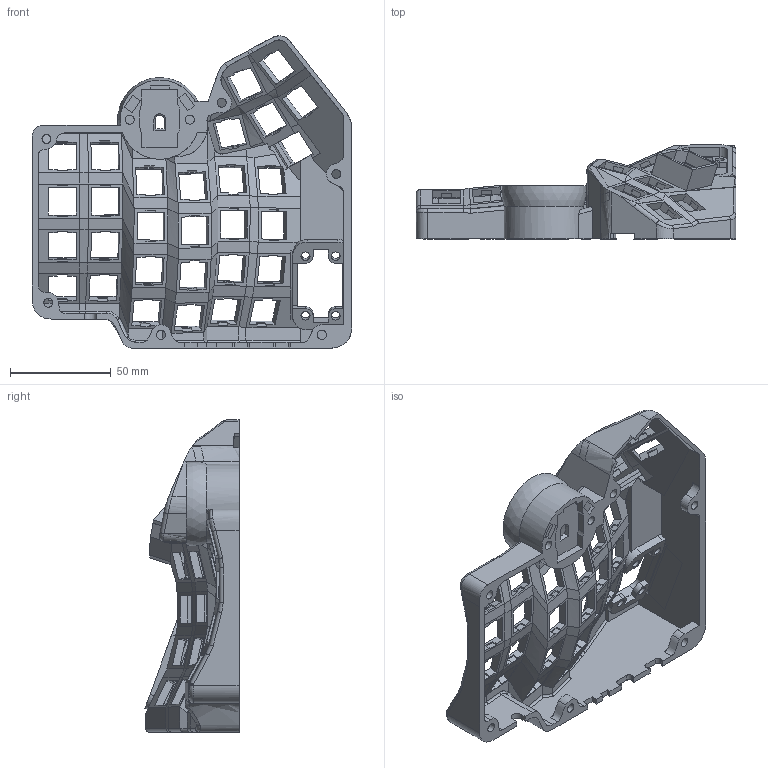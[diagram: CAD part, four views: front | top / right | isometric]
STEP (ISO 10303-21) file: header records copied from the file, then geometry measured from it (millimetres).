
FILE_DESCRIPTION(/* description */ (''),/* implementation_level */ '2;1');
FILE_NAME(/* name */ 'ScyllaBallz.step',/* time_stamp */ '2022-12-07T15:20:59+08:00',/* author */ (''),/* organization */ (''),/* preprocessor_version */ 'ST-DEVELOPER v19.2',/* originating_system */ 'Autodesk Translation Framework v11.17.0.187',/* authorisation */ '');
FILE_SCHEMA (('AUTOMOTIVE_DESIGN { 1 0 10303 214 3 1 1 }'));
Length unit declared in the file: millimetre
Products named in the file (2): OLEDMOD; Component2
Assembly tree (1 placements, depth 2):
  OLEDMOD
    Component2
Bounding box: 159.03 x 46.79 x 155.27 mm (x, y, z)
Volume: 105966.7 mm3; surface area: 71065.2 mm2
Topology: 1 solids, 1 shells, 927 faces, 2542 edges, 1622 vertices
Faces by surface type: plane 672, bspline 144, cylinder 106, sphere 3, torus 1, cone 1
Full cylindrical faces by diameter (mm): 2.689 x3, 4.5 x12
Entity records: 32502 total; most frequent: CARTESIAN_POINT 9541, ORIENTED_EDGE 5080, DIRECTION 4144, EDGE_CURVE 2540, LINE 2146, VECTOR 2146, VERTEX_POINT 1622, EDGE_LOOP 1018
